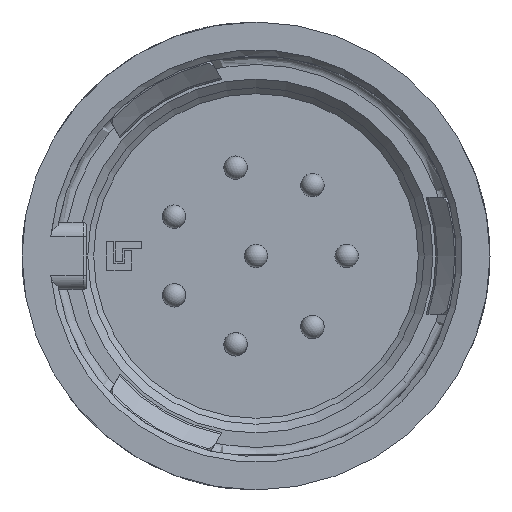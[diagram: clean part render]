
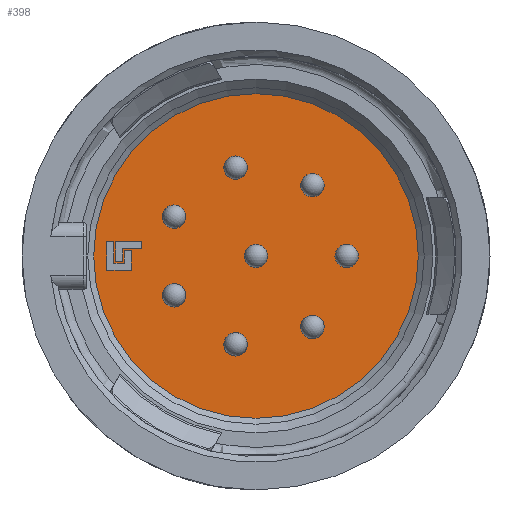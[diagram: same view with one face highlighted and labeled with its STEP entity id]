
A CAD part, left-side view. The second image highlights one B-rep face of the part: STEP entity #398.
In plain terms, the highlighted planar face has unit normal (-1, 0, 0).
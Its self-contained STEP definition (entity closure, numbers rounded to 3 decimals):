
#208=FACE_BOUND('',#960,.T.);
#209=FACE_BOUND('',#961,.T.);
#210=FACE_BOUND('',#962,.T.);
#211=FACE_BOUND('',#963,.T.);
#212=FACE_BOUND('',#964,.T.);
#213=FACE_BOUND('',#965,.T.);
#214=FACE_BOUND('',#966,.T.);
#215=FACE_BOUND('',#967,.T.);
#216=FACE_BOUND('',#968,.T.);
#217=FACE_BOUND('',#969,.T.);
#218=FACE_BOUND('',#970,.T.);
#321=PLANE('',#4132);
#398=ADVANCED_FACE('',(#208,#209,#210,#211,#212,#213,#214,#215,#216,#217,
#218),#321,.F.);
#960=EDGE_LOOP('',(#1757));
#961=EDGE_LOOP('',(#1758));
#962=EDGE_LOOP('',(#1759));
#963=EDGE_LOOP('',(#1760));
#964=EDGE_LOOP('',(#1761));
#965=EDGE_LOOP('',(#1762));
#966=EDGE_LOOP('',(#1763));
#967=EDGE_LOOP('',(#1764));
#968=EDGE_LOOP('',(#1765,#1766,#1767,#1768,#1769,#1770));
#969=EDGE_LOOP('',(#1771,#1772,#1773,#1774,#1775,#1776,#1777,#1778));
#970=EDGE_LOOP('',(#1779));
#1440=CIRCLE('',#4123,0.4);
#1441=CIRCLE('',#4124,0.4);
#1442=CIRCLE('',#4125,0.4);
#1443=CIRCLE('',#4126,0.4);
#1444=CIRCLE('',#4127,0.4);
#1445=CIRCLE('',#4128,0.4);
#1446=CIRCLE('',#4129,0.4);
#1447=CIRCLE('',#4130,0.4);
#1448=CIRCLE('',#4131,5.55);
#1757=ORIENTED_EDGE('',*,*,#3250,.T.);
#1758=ORIENTED_EDGE('',*,*,#3251,.T.);
#1759=ORIENTED_EDGE('',*,*,#3252,.T.);
#1760=ORIENTED_EDGE('',*,*,#3253,.T.);
#1761=ORIENTED_EDGE('',*,*,#3254,.T.);
#1762=ORIENTED_EDGE('',*,*,#3255,.T.);
#1763=ORIENTED_EDGE('',*,*,#3256,.T.);
#1764=ORIENTED_EDGE('',*,*,#3257,.T.);
#1765=ORIENTED_EDGE('',*,*,#3258,.T.);
#1766=ORIENTED_EDGE('',*,*,#3259,.T.);
#1767=ORIENTED_EDGE('',*,*,#3260,.T.);
#1768=ORIENTED_EDGE('',*,*,#3261,.T.);
#1769=ORIENTED_EDGE('',*,*,#3262,.T.);
#1770=ORIENTED_EDGE('',*,*,#3263,.T.);
#1771=ORIENTED_EDGE('',*,*,#3264,.T.);
#1772=ORIENTED_EDGE('',*,*,#3265,.T.);
#1773=ORIENTED_EDGE('',*,*,#3266,.T.);
#1774=ORIENTED_EDGE('',*,*,#3267,.T.);
#1775=ORIENTED_EDGE('',*,*,#3268,.T.);
#1776=ORIENTED_EDGE('',*,*,#3269,.T.);
#1777=ORIENTED_EDGE('',*,*,#3270,.T.);
#1778=ORIENTED_EDGE('',*,*,#3271,.T.);
#1779=ORIENTED_EDGE('',*,*,#3272,.T.);
#2874=VERTEX_POINT('',#6461);
#2875=VERTEX_POINT('',#6463);
#2876=VERTEX_POINT('',#6465);
#2877=VERTEX_POINT('',#6467);
#2878=VERTEX_POINT('',#6469);
#2879=VERTEX_POINT('',#6471);
#2880=VERTEX_POINT('',#6473);
#2881=VERTEX_POINT('',#6475);
#2882=VERTEX_POINT('',#6477);
#2883=VERTEX_POINT('',#6478);
#2884=VERTEX_POINT('',#6480);
#2885=VERTEX_POINT('',#6482);
#2886=VERTEX_POINT('',#6484);
#2887=VERTEX_POINT('',#6486);
#2888=VERTEX_POINT('',#6489);
#2889=VERTEX_POINT('',#6490);
#2890=VERTEX_POINT('',#6492);
#2891=VERTEX_POINT('',#6494);
#2892=VERTEX_POINT('',#6496);
#2893=VERTEX_POINT('',#6498);
#2894=VERTEX_POINT('',#6500);
#2895=VERTEX_POINT('',#6502);
#2896=VERTEX_POINT('',#6505);
#3250=EDGE_CURVE('',#2874,#2874,#1440,.T.);
#3251=EDGE_CURVE('',#2875,#2875,#1441,.T.);
#3252=EDGE_CURVE('',#2876,#2876,#1442,.T.);
#3253=EDGE_CURVE('',#2877,#2877,#1443,.T.);
#3254=EDGE_CURVE('',#2878,#2878,#1444,.T.);
#3255=EDGE_CURVE('',#2879,#2879,#1445,.T.);
#3256=EDGE_CURVE('',#2880,#2880,#1446,.T.);
#3257=EDGE_CURVE('',#2881,#2881,#1447,.T.);
#3258=EDGE_CURVE('',#2882,#2883,#3738,.T.);
#3259=EDGE_CURVE('',#2883,#2884,#3739,.T.);
#3260=EDGE_CURVE('',#2884,#2885,#3740,.T.);
#3261=EDGE_CURVE('',#2885,#2886,#3741,.T.);
#3262=EDGE_CURVE('',#2886,#2887,#3742,.T.);
#3263=EDGE_CURVE('',#2887,#2882,#3743,.T.);
#3264=EDGE_CURVE('',#2888,#2889,#3744,.T.);
#3265=EDGE_CURVE('',#2889,#2890,#3745,.T.);
#3266=EDGE_CURVE('',#2890,#2891,#3746,.T.);
#3267=EDGE_CURVE('',#2891,#2892,#3747,.T.);
#3268=EDGE_CURVE('',#2892,#2893,#3748,.T.);
#3269=EDGE_CURVE('',#2893,#2894,#3749,.T.);
#3270=EDGE_CURVE('',#2894,#2895,#3750,.T.);
#3271=EDGE_CURVE('',#2895,#2888,#3751,.T.);
#3272=EDGE_CURVE('',#2896,#2896,#1448,.T.);
#3738=LINE('',#6476,#3930);
#3739=LINE('',#6479,#3931);
#3740=LINE('',#6481,#3932);
#3741=LINE('',#6483,#3933);
#3742=LINE('',#6485,#3934);
#3743=LINE('',#6487,#3935);
#3744=LINE('',#6488,#3936);
#3745=LINE('',#6491,#3937);
#3746=LINE('',#6493,#3938);
#3747=LINE('',#6495,#3939);
#3748=LINE('',#6497,#3940);
#3749=LINE('',#6499,#3941);
#3750=LINE('',#6501,#3942);
#3751=LINE('',#6503,#3943);
#3930=VECTOR('',#4703,1.);
#3931=VECTOR('',#4704,1.);
#3932=VECTOR('',#4705,1.);
#3933=VECTOR('',#4706,1.);
#3934=VECTOR('',#4707,1.);
#3935=VECTOR('',#4708,1.);
#3936=VECTOR('',#4709,1.);
#3937=VECTOR('',#4710,1.);
#3938=VECTOR('',#4711,1.);
#3939=VECTOR('',#4712,1.);
#3940=VECTOR('',#4713,1.);
#3941=VECTOR('',#4714,1.);
#3942=VECTOR('',#4715,1.);
#3943=VECTOR('',#4716,1.);
#4123=AXIS2_PLACEMENT_3D('',#6460,#4687,#4688);
#4124=AXIS2_PLACEMENT_3D('',#6462,#4689,#4690);
#4125=AXIS2_PLACEMENT_3D('',#6464,#4691,#4692);
#4126=AXIS2_PLACEMENT_3D('',#6466,#4693,#4694);
#4127=AXIS2_PLACEMENT_3D('',#6468,#4695,#4696);
#4128=AXIS2_PLACEMENT_3D('',#6470,#4697,#4698);
#4129=AXIS2_PLACEMENT_3D('',#6472,#4699,#4700);
#4130=AXIS2_PLACEMENT_3D('',#6474,#4701,#4702);
#4131=AXIS2_PLACEMENT_3D('',#6504,#4717,#4718);
#4132=AXIS2_PLACEMENT_3D('',#6506,#4719,#4720);
#4687=DIRECTION('',(1.,0.,0.));
#4688=DIRECTION('',(0.,0.,-1.));
#4689=DIRECTION('',(1.,0.,0.));
#4690=DIRECTION('',(0.,0.,-1.));
#4691=DIRECTION('',(1.,0.,0.));
#4692=DIRECTION('',(0.,0.,-1.));
#4693=DIRECTION('',(1.,0.,0.));
#4694=DIRECTION('',(0.,0.,-1.));
#4695=DIRECTION('',(1.,0.,0.));
#4696=DIRECTION('',(0.,0.,-1.));
#4697=DIRECTION('',(1.,0.,0.));
#4698=DIRECTION('',(0.,0.,-1.));
#4699=DIRECTION('',(1.,0.,0.));
#4700=DIRECTION('',(0.,0.,-1.));
#4701=DIRECTION('',(1.,0.,0.));
#4702=DIRECTION('',(0.,0.,-1.));
#4703=DIRECTION('',(0.,0.,1.));
#4704=DIRECTION('',(0.,-1.,0.));
#4705=DIRECTION('',(0.,0.,-1.));
#4706=DIRECTION('',(0.,1.,0.));
#4707=DIRECTION('',(0.,0.,-1.));
#4708=DIRECTION('',(0.,1.,0.));
#4709=DIRECTION('',(0.,1.,0.));
#4710=DIRECTION('',(0.,0.,1.));
#4711=DIRECTION('',(0.,-1.,0.));
#4712=DIRECTION('',(0.,0.,-1.));
#4713=DIRECTION('',(0.,-1.,0.));
#4714=DIRECTION('',(0.,0.,1.));
#4715=DIRECTION('',(0.,-1.,0.));
#4716=DIRECTION('',(0.,0.,-1.));
#4717=DIRECTION('',(-1.,0.,0.));
#4718=DIRECTION('',(0.,0.,-1.));
#4719=DIRECTION('',(1.,0.,0.));
#4720=DIRECTION('',(0.,0.,-1.));
#6460=CARTESIAN_POINT('',(10.4,-1.93,2.425));
#6461=CARTESIAN_POINT('',(10.4,-1.93,2.025));
#6462=CARTESIAN_POINT('',(10.4,0.7,3.02));
#6463=CARTESIAN_POINT('',(10.4,0.7,2.62));
#6464=CARTESIAN_POINT('',(10.4,0.,0.));
#6465=CARTESIAN_POINT('',(10.4,0.,-0.4));
#6466=CARTESIAN_POINT('',(10.4,2.8,1.345));
#6467=CARTESIAN_POINT('',(10.4,2.8,0.945));
#6468=CARTESIAN_POINT('',(10.4,2.8,-1.345));
#6469=CARTESIAN_POINT('',(10.4,2.8,-1.745));
#6470=CARTESIAN_POINT('',(10.4,0.7,-3.02));
#6471=CARTESIAN_POINT('',(10.4,0.7,-3.42));
#6472=CARTESIAN_POINT('',(10.4,-1.93,-2.425));
#6473=CARTESIAN_POINT('',(10.4,-1.93,-2.825));
#6474=CARTESIAN_POINT('',(10.4,-3.1,0.));
#6475=CARTESIAN_POINT('',(10.4,-3.1,-0.4));
#6476=CARTESIAN_POINT('',(10.4,4.8,-0.19));
#6477=CARTESIAN_POINT('',(10.4,4.8,-0.19));
#6478=CARTESIAN_POINT('',(10.4,4.8,0.49));
#6479=CARTESIAN_POINT('',(10.4,4.8,0.49));
#6480=CARTESIAN_POINT('',(10.4,3.9,0.49));
#6481=CARTESIAN_POINT('',(10.4,3.9,0.49));
#6482=CARTESIAN_POINT('',(10.4,3.9,0.25));
#6483=CARTESIAN_POINT('',(10.4,3.9,0.25));
#6484=CARTESIAN_POINT('',(10.4,4.56,0.25));
#6485=CARTESIAN_POINT('',(10.4,4.56,0.25));
#6486=CARTESIAN_POINT('',(10.4,4.56,-0.19));
#6487=CARTESIAN_POINT('',(10.4,4.56,-0.19));
#6488=CARTESIAN_POINT('',(10.4,4.26,-0.49));
#6489=CARTESIAN_POINT('',(10.4,4.26,-0.49));
#6490=CARTESIAN_POINT('',(10.4,5.1,-0.49));
#6491=CARTESIAN_POINT('',(10.4,5.1,-0.49));
#6492=CARTESIAN_POINT('',(10.4,5.1,0.49));
#6493=CARTESIAN_POINT('',(10.4,5.1,0.49));
#6494=CARTESIAN_POINT('',(10.4,4.86,0.49));
#6495=CARTESIAN_POINT('',(10.4,4.86,0.49));
#6496=CARTESIAN_POINT('',(10.4,4.86,-0.25));
#6497=CARTESIAN_POINT('',(10.4,4.86,-0.25));
#6498=CARTESIAN_POINT('',(10.4,4.5,-0.25));
#6499=CARTESIAN_POINT('',(10.4,4.5,-0.25));
#6500=CARTESIAN_POINT('',(10.4,4.5,0.19));
#6501=CARTESIAN_POINT('',(10.4,4.5,0.19));
#6502=CARTESIAN_POINT('',(10.4,4.26,0.19));
#6503=CARTESIAN_POINT('',(10.4,4.26,0.19));
#6504=CARTESIAN_POINT('',(10.4,0.,0.));
#6505=CARTESIAN_POINT('',(10.4,0.,-5.55));
#6506=CARTESIAN_POINT('',(10.4,0.,0.));
